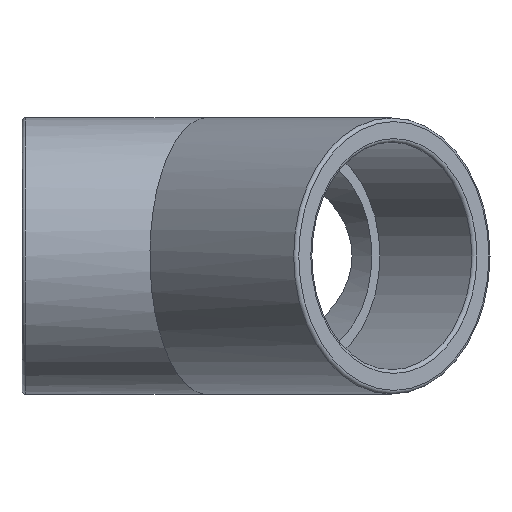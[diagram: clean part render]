
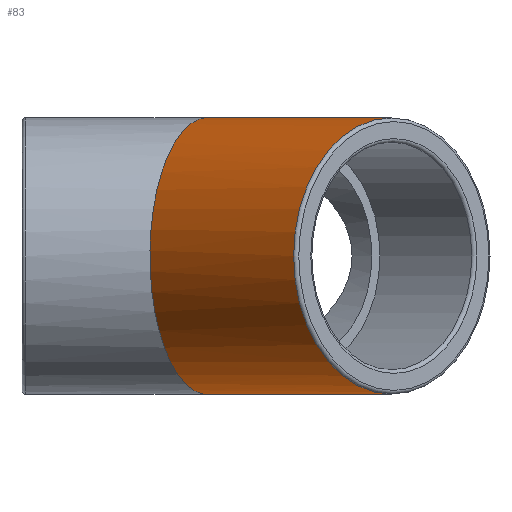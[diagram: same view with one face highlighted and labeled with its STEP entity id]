
A CAD part, left-side view. The second image highlights one B-rep face of the part: STEP entity #83.
In plain terms, the highlighted cylindrical face has radius 45.5 mm (diameter 91 mm), a full revolution.
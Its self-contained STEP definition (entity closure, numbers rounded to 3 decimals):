
#83 = ADVANCED_FACE( '', ( #180, #181 ), #182, .T. );
#180 = FACE_OUTER_BOUND( '', #271, .T. );
#181 = FACE_OUTER_BOUND( '', #272, .T. );
#182 = CYLINDRICAL_SURFACE( '', #273, 45.5 );
#271 = EDGE_LOOP( '', ( #399 ) );
#272 = EDGE_LOOP( '', ( #400, #401 ) );
#273 = AXIS2_PLACEMENT_3D( '', #402, #403, #404 );
#399 = ORIENTED_EDGE( '', *, *, #436, .F. );
#400 = ORIENTED_EDGE( '', *, *, #451, .T. );
#401 = ORIENTED_EDGE( '', *, *, #432, .T. );
#402 = CARTESIAN_POINT( '', ( -61.518, -61.518, 0. ) );
#403 = DIRECTION( '', ( 0.707, 0.707, 0. ) );
#404 = DIRECTION( '', ( 0.707, -0.707, 0. ) );
#432 = EDGE_CURVE( '', #490, #491, #492, .T. );
#436 = EDGE_CURVE( '', #497, #497, #498, .T. );
#451 = EDGE_CURVE( '', #491, #490, #518, .F. );
#490 = VERTEX_POINT( '', #557 );
#491 = VERTEX_POINT( '', #558 );
#492 = ELLIPSE( '', #559, 49.249, 45.5 );
#497 = VERTEX_POINT( '', #564 );
#498 = CIRCLE( '', #565, 45.5 );
#518 = ELLIPSE( '', #585, 64.347, 45.5 );
#557 = CARTESIAN_POINT( '', ( 0., 0., 45.5 ) );
#558 = CARTESIAN_POINT( '', ( 0., 0., -45.5 ) );
#559 = AXIS2_PLACEMENT_3D( '', #629, #630, #631 );
#564 = CARTESIAN_POINT( '', ( -28.496, -92.843, 0. ) );
#565 = AXIS2_PLACEMENT_3D( '', #638, #639, #640 );
#585 = AXIS2_PLACEMENT_3D( '', #659, #660, #661 );
#629 = CARTESIAN_POINT( '', ( 0., 0., 0. ) );
#630 = DIRECTION( '', ( -0.383, -0.924, 0. ) );
#631 = DIRECTION( '', ( 0.924, -0.383, 0. ) );
#638 = CARTESIAN_POINT( '', ( -60.67, -60.67, 0. ) );
#639 = DIRECTION( '', ( -0.707, -0.707, 0. ) );
#640 = DIRECTION( '', ( 0.707, -0.707, 0. ) );
#659 = CARTESIAN_POINT( '', ( 0., 0., 0. ) );
#660 = DIRECTION( '', ( 1., 0., 0. ) );
#661 = DIRECTION( '', ( 0., -1., 0. ) );
